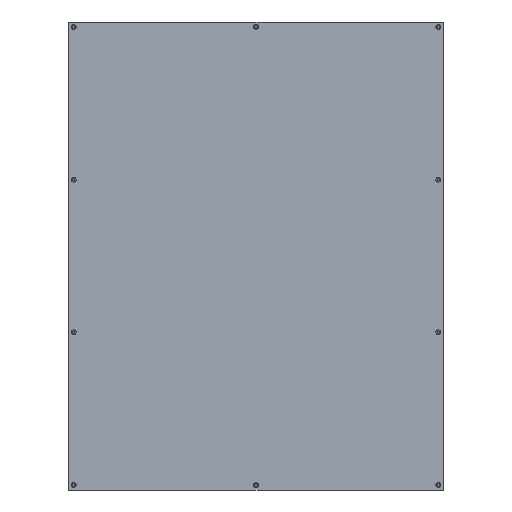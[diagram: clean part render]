
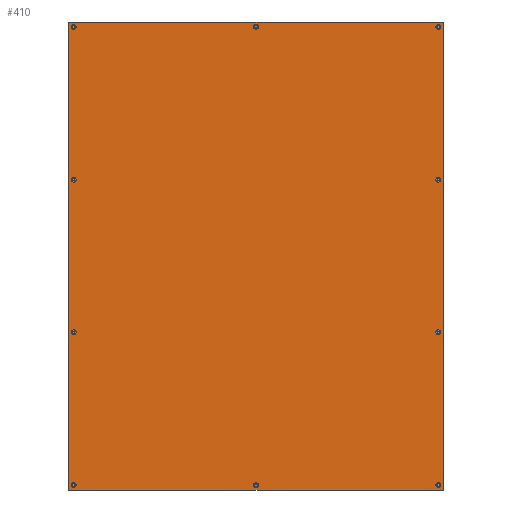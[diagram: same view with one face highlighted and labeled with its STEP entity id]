
A CAD part, front view. The second image highlights one B-rep face of the part: STEP entity #410.
In plain terms, the highlighted planar face has unit normal (0, -1, 0).
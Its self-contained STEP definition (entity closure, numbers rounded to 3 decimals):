
#410 = ADVANCED_FACE( '', ( #999, #1000, #1001, #1002, #1003, #1004, #1005, #1006, #1007, #1008, #1009 ), #1010, .T. );
#999 = FACE_BOUND( '', #1843, .T. );
#1000 = FACE_BOUND( '', #1844, .T. );
#1001 = FACE_BOUND( '', #1845, .T. );
#1002 = FACE_BOUND( '', #1846, .T. );
#1003 = FACE_BOUND( '', #1847, .T. );
#1004 = FACE_BOUND( '', #1848, .T. );
#1005 = FACE_BOUND( '', #1849, .T. );
#1006 = FACE_BOUND( '', #1850, .T. );
#1007 = FACE_BOUND( '', #1851, .T. );
#1008 = FACE_BOUND( '', #1852, .T. );
#1009 = FACE_OUTER_BOUND( '', #1853, .T. );
#1010 = PLANE( '', #1854 );
#1843 = EDGE_LOOP( '', ( #2879 ) );
#1844 = EDGE_LOOP( '', ( #2880 ) );
#1845 = EDGE_LOOP( '', ( #2881 ) );
#1846 = EDGE_LOOP( '', ( #2882 ) );
#1847 = EDGE_LOOP( '', ( #2883 ) );
#1848 = EDGE_LOOP( '', ( #2884 ) );
#1849 = EDGE_LOOP( '', ( #2885 ) );
#1850 = EDGE_LOOP( '', ( #2886 ) );
#1851 = EDGE_LOOP( '', ( #2887 ) );
#1852 = EDGE_LOOP( '', ( #2888 ) );
#1853 = EDGE_LOOP( '', ( #2889, #2890, #2891, #2892 ) );
#1854 = AXIS2_PLACEMENT_3D( '', #2893, #2894, #2895 );
#2879 = ORIENTED_EDGE( '', *, *, #4867, .T. );
#2880 = ORIENTED_EDGE( '', *, *, #4868, .T. );
#2881 = ORIENTED_EDGE( '', *, *, #4869, .T. );
#2882 = ORIENTED_EDGE( '', *, *, #4755, .T. );
#2883 = ORIENTED_EDGE( '', *, *, #4870, .T. );
#2884 = ORIENTED_EDGE( '', *, *, #4871, .T. );
#2885 = ORIENTED_EDGE( '', *, *, #4872, .T. );
#2886 = ORIENTED_EDGE( '', *, *, #4873, .T. );
#2887 = ORIENTED_EDGE( '', *, *, #4874, .T. );
#2888 = ORIENTED_EDGE( '', *, *, #4875, .T. );
#2889 = ORIENTED_EDGE( '', *, *, #4876, .T. );
#2890 = ORIENTED_EDGE( '', *, *, #4877, .T. );
#2891 = ORIENTED_EDGE( '', *, *, #4878, .T. );
#2892 = ORIENTED_EDGE( '', *, *, #4879, .T. );
#2893 = CARTESIAN_POINT( '', ( 0., 0., 0. ) );
#2894 = DIRECTION( '', ( 0., -1., 0. ) );
#2895 = DIRECTION( '', ( 0., 0., -1. ) );
#4755 = EDGE_CURVE( '', #5621, #5621, #5622, .T. );
#4867 = EDGE_CURVE( '', #5817, #5817, #5818, .T. );
#4868 = EDGE_CURVE( '', #5819, #5819, #5820, .T. );
#4869 = EDGE_CURVE( '', #5821, #5821, #5822, .T. );
#4870 = EDGE_CURVE( '', #5823, #5823, #5824, .T. );
#4871 = EDGE_CURVE( '', #5825, #5825, #5826, .T. );
#4872 = EDGE_CURVE( '', #5827, #5827, #5828, .T. );
#4873 = EDGE_CURVE( '', #5829, #5829, #5830, .T. );
#4874 = EDGE_CURVE( '', #5831, #5831, #5832, .T. );
#4875 = EDGE_CURVE( '', #5833, #5833, #5834, .T. );
#4876 = EDGE_CURVE( '', #5835, #5836, #5837, .T. );
#4877 = EDGE_CURVE( '', #5836, #5838, #5839, .T. );
#4878 = EDGE_CURVE( '', #5838, #5840, #5841, .T. );
#4879 = EDGE_CURVE( '', #5840, #5835, #5842, .T. );
#5621 = VERTEX_POINT( '', #6867 );
#5622 = CIRCLE( '', #6868, 3.962 );
#5817 = VERTEX_POINT( '', #7164 );
#5818 = CIRCLE( '', #7165, 3.962 );
#5819 = VERTEX_POINT( '', #7166 );
#5820 = CIRCLE( '', #7167, 3.962 );
#5821 = VERTEX_POINT( '', #7168 );
#5822 = CIRCLE( '', #7169, 3.962 );
#5823 = VERTEX_POINT( '', #7170 );
#5824 = CIRCLE( '', #7171, 3.962 );
#5825 = VERTEX_POINT( '', #7172 );
#5826 = CIRCLE( '', #7173, 3.962 );
#5827 = VERTEX_POINT( '', #7174 );
#5828 = CIRCLE( '', #7175, 3.962 );
#5829 = VERTEX_POINT( '', #7176 );
#5830 = CIRCLE( '', #7177, 3.962 );
#5831 = VERTEX_POINT( '', #7178 );
#5832 = CIRCLE( '', #7179, 3.962 );
#5833 = VERTEX_POINT( '', #7180 );
#5834 = CIRCLE( '', #7181, 3.962 );
#5835 = VERTEX_POINT( '', #7182 );
#5836 = VERTEX_POINT( '', #7183 );
#5837 = LINE( '', #7184, #7185 );
#5838 = VERTEX_POINT( '', #7186 );
#5839 = LINE( '', #7187, #7188 );
#5840 = VERTEX_POINT( '', #7189 );
#5841 = LINE( '', #7190, #7191 );
#5842 = LINE( '', #7192, #7193 );
#6867 = CARTESIAN_POINT( '', ( 300.838, 0., -373.075 ) );
#6868 = AXIS2_PLACEMENT_3D( '', #8439, #8440, #8441 );
#7164 = CARTESIAN_POINT( '', ( 300.838, 0., 373.075 ) );
#7165 = AXIS2_PLACEMENT_3D( '', #8585, #8586, #8587 );
#7166 = CARTESIAN_POINT( '', ( 300.838, 0., 124.358 ) );
#7167 = AXIS2_PLACEMENT_3D( '', #8588, #8589, #8590 );
#7168 = CARTESIAN_POINT( '', ( 300.838, 0., -124.358 ) );
#7169 = AXIS2_PLACEMENT_3D( '', #8591, #8592, #8593 );
#7170 = CARTESIAN_POINT( '', ( 3.962, 0., 373.075 ) );
#7171 = AXIS2_PLACEMENT_3D( '', #8594, #8595, #8596 );
#7172 = CARTESIAN_POINT( '', ( 3.962, 0., -373.075 ) );
#7173 = AXIS2_PLACEMENT_3D( '', #8597, #8598, #8599 );
#7174 = CARTESIAN_POINT( '', ( -292.913, 0., 373.075 ) );
#7175 = AXIS2_PLACEMENT_3D( '', #8600, #8601, #8602 );
#7176 = CARTESIAN_POINT( '', ( -292.913, 0., 124.358 ) );
#7177 = AXIS2_PLACEMENT_3D( '', #8603, #8604, #8605 );
#7178 = CARTESIAN_POINT( '', ( -292.913, 0., -124.358 ) );
#7179 = AXIS2_PLACEMENT_3D( '', #8606, #8607, #8608 );
#7180 = CARTESIAN_POINT( '', ( -292.913, 0., -373.075 ) );
#7181 = AXIS2_PLACEMENT_3D( '', #8609, #8610, #8611 );
#7182 = CARTESIAN_POINT( '', ( -304.8, 0., 381. ) );
#7183 = CARTESIAN_POINT( '', ( -304.8, 0., -381. ) );
#7184 = CARTESIAN_POINT( '', ( -304.8, 0., 381. ) );
#7185 = VECTOR( '', #8612, 1000. );
#7186 = CARTESIAN_POINT( '', ( 304.8, 0., -381. ) );
#7187 = CARTESIAN_POINT( '', ( -304.8, 0., -381. ) );
#7188 = VECTOR( '', #8613, 1000. );
#7189 = CARTESIAN_POINT( '', ( 304.8, 0., 381. ) );
#7190 = CARTESIAN_POINT( '', ( 304.8, 0., -381. ) );
#7191 = VECTOR( '', #8614, 1000. );
#7192 = CARTESIAN_POINT( '', ( 304.8, 0., 381. ) );
#7193 = VECTOR( '', #8615, 1000. );
#8439 = CARTESIAN_POINT( '', ( 296.875, 0., -373.075 ) );
#8440 = DIRECTION( '', ( 0., 1., 0. ) );
#8441 = DIRECTION( '', ( 1., 0., 0. ) );
#8585 = CARTESIAN_POINT( '', ( 296.875, 0., 373.075 ) );
#8586 = DIRECTION( '', ( 0., 1., 0. ) );
#8587 = DIRECTION( '', ( 1., 0., 0. ) );
#8588 = CARTESIAN_POINT( '', ( 296.875, 0., 124.358 ) );
#8589 = DIRECTION( '', ( 0., 1., 0. ) );
#8590 = DIRECTION( '', ( 1., 0., 0. ) );
#8591 = CARTESIAN_POINT( '', ( 296.875, 0., -124.358 ) );
#8592 = DIRECTION( '', ( 0., 1., 0. ) );
#8593 = DIRECTION( '', ( 1., 0., 0. ) );
#8594 = CARTESIAN_POINT( '', ( 0., 0., 373.075 ) );
#8595 = DIRECTION( '', ( 0., 1., 0. ) );
#8596 = DIRECTION( '', ( 1., 0., 0. ) );
#8597 = CARTESIAN_POINT( '', ( 0., 0., -373.075 ) );
#8598 = DIRECTION( '', ( 0., 1., 0. ) );
#8599 = DIRECTION( '', ( 1., 0., 0. ) );
#8600 = CARTESIAN_POINT( '', ( -296.875, 0., 373.075 ) );
#8601 = DIRECTION( '', ( 0., 1., 0. ) );
#8602 = DIRECTION( '', ( 1., 0., 0. ) );
#8603 = CARTESIAN_POINT( '', ( -296.875, 0., 124.358 ) );
#8604 = DIRECTION( '', ( 0., 1., 0. ) );
#8605 = DIRECTION( '', ( 1., 0., 0. ) );
#8606 = CARTESIAN_POINT( '', ( -296.875, 0., -124.358 ) );
#8607 = DIRECTION( '', ( 0., 1., 0. ) );
#8608 = DIRECTION( '', ( 1., 0., 0. ) );
#8609 = CARTESIAN_POINT( '', ( -296.875, 0., -373.075 ) );
#8610 = DIRECTION( '', ( 0., 1., 0. ) );
#8611 = DIRECTION( '', ( 1., 0., 0. ) );
#8612 = DIRECTION( '', ( 0., 0., -1. ) );
#8613 = DIRECTION( '', ( 1., 0., 0. ) );
#8614 = DIRECTION( '', ( 0., 0., 1. ) );
#8615 = DIRECTION( '', ( -1., 0., 0. ) );
